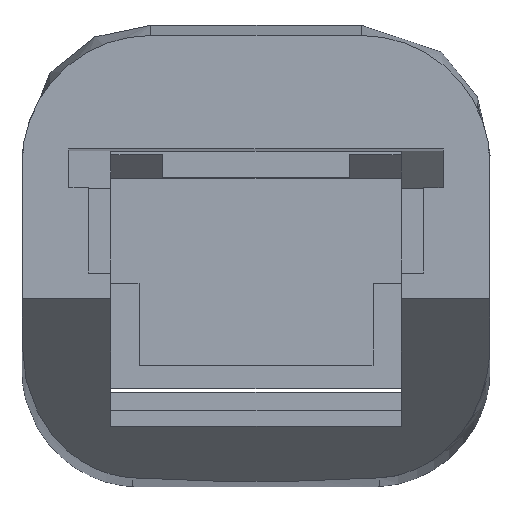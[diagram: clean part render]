
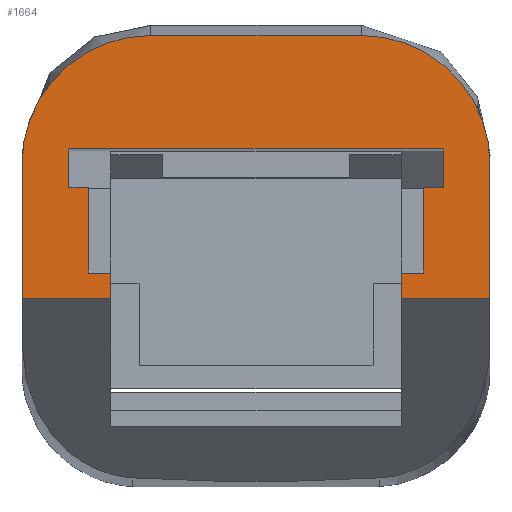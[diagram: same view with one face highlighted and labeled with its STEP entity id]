
A CAD part, top view. The second image highlights one B-rep face of the part: STEP entity #1664.
In plain terms, the highlighted planar face has unit normal (0, 0, 1).
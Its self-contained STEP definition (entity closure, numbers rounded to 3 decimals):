
#54=CIRCLE('',#1767,5.5);
#55=CIRCLE('',#1768,5.5);
#154=FACE_OUTER_BOUND('',#239,.T.);
#239=EDGE_LOOP('',(#1244,#1245,#1246,#1247,#1248,#1249,#1250,#1251,#1252,
#1253,#1254,#1255,#1256,#1257,#1258,#1259,#1260,#1261));
#312=LINE('',#2200,#483);
#315=LINE('',#2245,#486);
#321=LINE('',#2258,#492);
#355=LINE('',#2327,#526);
#364=LINE('',#2346,#535);
#408=LINE('',#2678,#579);
#414=LINE('',#2752,#585);
#415=LINE('',#2753,#586);
#416=LINE('',#2755,#587);
#417=LINE('',#2756,#588);
#418=LINE('',#2758,#589);
#419=LINE('',#2762,#590);
#420=LINE('',#2765,#591);
#421=LINE('',#2767,#592);
#422=LINE('',#2769,#593);
#423=LINE('',#2770,#594);
#483=VECTOR('',#1843,10.);
#486=VECTOR('',#1848,10.);
#492=VECTOR('',#1858,10.);
#526=VECTOR('',#1898,10.);
#535=VECTOR('',#1913,10.);
#579=VECTOR('',#1977,10.);
#585=VECTOR('',#1993,10.);
#586=VECTOR('',#1994,10.);
#587=VECTOR('',#1995,10.);
#588=VECTOR('',#1996,10.);
#589=VECTOR('',#1997,10.);
#590=VECTOR('',#2000,10.);
#591=VECTOR('',#2003,10.);
#592=VECTOR('',#2004,10.);
#593=VECTOR('',#2005,10.);
#594=VECTOR('',#2006,10.);
#652=VERTEX_POINT('',#2195);
#653=VERTEX_POINT('',#2197);
#654=VERTEX_POINT('',#2199);
#659=VERTEX_POINT('',#2243);
#664=VERTEX_POINT('',#2256);
#683=VERTEX_POINT('',#2298);
#702=VERTEX_POINT('',#2343);
#703=VERTEX_POINT('',#2345);
#737=VERTEX_POINT('',#2675);
#738=VERTEX_POINT('',#2677);
#747=VERTEX_POINT('',#2751);
#748=VERTEX_POINT('',#2754);
#749=VERTEX_POINT('',#2757);
#750=VERTEX_POINT('',#2759);
#751=VERTEX_POINT('',#2761);
#752=VERTEX_POINT('',#2763);
#753=VERTEX_POINT('',#2766);
#754=VERTEX_POINT('',#2768);
#827=EDGE_CURVE('',#654,#653,#312,.T.);
#833=EDGE_CURVE('',#652,#659,#315,.T.);
#839=EDGE_CURVE('',#653,#664,#321,.F.);
#874=EDGE_CURVE('',#683,#652,#355,.F.);
#884=EDGE_CURVE('',#703,#702,#364,.F.);
#931=EDGE_CURVE('',#737,#738,#408,.T.);
#944=EDGE_CURVE('',#747,#703,#414,.F.);
#945=EDGE_CURVE('',#702,#738,#415,.F.);
#946=EDGE_CURVE('',#737,#748,#416,.F.);
#947=EDGE_CURVE('',#748,#683,#417,.F.);
#948=EDGE_CURVE('',#749,#659,#418,.F.);
#949=EDGE_CURVE('',#750,#749,#54,.F.);
#950=EDGE_CURVE('',#751,#750,#419,.T.);
#951=EDGE_CURVE('',#752,#751,#55,.F.);
#952=EDGE_CURVE('',#654,#752,#420,.F.);
#953=EDGE_CURVE('',#664,#753,#421,.F.);
#954=EDGE_CURVE('',#753,#754,#422,.F.);
#955=EDGE_CURVE('',#754,#747,#423,.F.);
#1244=ORIENTED_EDGE('',*,*,#944,.T.);
#1245=ORIENTED_EDGE('',*,*,#884,.T.);
#1246=ORIENTED_EDGE('',*,*,#945,.T.);
#1247=ORIENTED_EDGE('',*,*,#931,.F.);
#1248=ORIENTED_EDGE('',*,*,#946,.T.);
#1249=ORIENTED_EDGE('',*,*,#947,.T.);
#1250=ORIENTED_EDGE('',*,*,#874,.T.);
#1251=ORIENTED_EDGE('',*,*,#833,.T.);
#1252=ORIENTED_EDGE('',*,*,#948,.F.);
#1253=ORIENTED_EDGE('',*,*,#949,.F.);
#1254=ORIENTED_EDGE('',*,*,#950,.F.);
#1255=ORIENTED_EDGE('',*,*,#951,.F.);
#1256=ORIENTED_EDGE('',*,*,#952,.F.);
#1257=ORIENTED_EDGE('',*,*,#827,.T.);
#1258=ORIENTED_EDGE('',*,*,#839,.T.);
#1259=ORIENTED_EDGE('',*,*,#953,.T.);
#1260=ORIENTED_EDGE('',*,*,#954,.T.);
#1261=ORIENTED_EDGE('',*,*,#955,.T.);
#1609=PLANE('',#1766);
#1664=ADVANCED_FACE('',(#154),#1609,.T.);
#1766=AXIS2_PLACEMENT_3D('',#2750,#1991,#1992);
#1767=AXIS2_PLACEMENT_3D('',#2760,#1998,#1999);
#1768=AXIS2_PLACEMENT_3D('',#2764,#2001,#2002);
#1843=DIRECTION('',(1.,0.,0.));
#1848=DIRECTION('',(1.,0.,0.));
#1858=DIRECTION('',(0.,-1.,0.));
#1898=DIRECTION('',(0.,1.,0.));
#1913=DIRECTION('',(-1.,0.,0.));
#1977=DIRECTION('',(1.,0.,0.));
#1991=DIRECTION('center_axis',(0.,0.,1.));
#1992=DIRECTION('ref_axis',(1.,0.,0.));
#1993=DIRECTION('',(0.,-1.,0.));
#1994=DIRECTION('',(0.,1.,0.));
#1995=DIRECTION('',(0.,1.,0.));
#1996=DIRECTION('',(1.,0.,0.));
#1997=DIRECTION('',(0.,1.,0.));
#1998=DIRECTION('center_axis',(0.,0.,1.));
#1999=DIRECTION('ref_axis',(0.707,0.707,0.));
#2000=DIRECTION('',(1.,0.,0.));
#2001=DIRECTION('center_axis',(0.,0.,1.));
#2002=DIRECTION('ref_axis',(-0.707,0.707,0.));
#2003=DIRECTION('',(0.,-1.,0.));
#2004=DIRECTION('',(1.,0.,0.));
#2005=DIRECTION('',(0.,-1.,0.));
#2006=DIRECTION('',(1.,0.,0.));
#2195=CARTESIAN_POINT('',(6.2,-0.751,14.8));
#2197=CARTESIAN_POINT('',(-6.2,-0.751,14.8));
#2199=CARTESIAN_POINT('',(-10.,-0.751,14.8));
#2200=CARTESIAN_POINT('',(-4.5,-0.751,14.8));
#2243=CARTESIAN_POINT('',(10.,-0.751,14.8));
#2245=CARTESIAN_POINT('',(-4.5,-0.751,14.8));
#2256=CARTESIAN_POINT('',(-6.2,0.35,14.8));
#2258=CARTESIAN_POINT('',(-6.2,-2.75,14.8));
#2298=CARTESIAN_POINT('',(6.2,0.35,14.8));
#2327=CARTESIAN_POINT('',(6.2,-2.25,14.8));
#2343=CARTESIAN_POINT('',(8.,5.65,14.8));
#2345=CARTESIAN_POINT('',(-8.,5.65,14.8));
#2346=CARTESIAN_POINT('',(-3.5,5.65,14.8));
#2675=CARTESIAN_POINT('',(7.15,4.,14.8));
#2677=CARTESIAN_POINT('',(8.,4.,14.8));
#2678=CARTESIAN_POINT('',(-3.5,4.,14.8));
#2750=CARTESIAN_POINT('Origin',(0.,0.,14.8));
#2751=CARTESIAN_POINT('',(-8.,4.,14.8));
#2752=CARTESIAN_POINT('',(-8.,2.,14.8));
#2753=CARTESIAN_POINT('',(8.,2.,14.8));
#2754=CARTESIAN_POINT('',(7.15,0.35,14.8));
#2755=CARTESIAN_POINT('',(7.15,2.75,14.8));
#2756=CARTESIAN_POINT('',(3.5,0.35,14.8));
#2757=CARTESIAN_POINT('',(10.,5.,14.8));
#2758=CARTESIAN_POINT('',(10.,-0.75,14.8));
#2759=CARTESIAN_POINT('',(4.5,10.5,14.8));
#2760=CARTESIAN_POINT('Origin',(4.5,5.,14.8));
#2761=CARTESIAN_POINT('',(-4.5,10.5,14.8));
#2762=CARTESIAN_POINT('',(-5.25,10.5,14.8));
#2763=CARTESIAN_POINT('',(-10.,5.,14.8));
#2764=CARTESIAN_POINT('Origin',(-4.5,5.,14.8));
#2765=CARTESIAN_POINT('',(-10.,3.75,14.8));
#2766=CARTESIAN_POINT('',(-7.15,0.35,14.8));
#2767=CARTESIAN_POINT('',(-2.75,0.35,14.8));
#2768=CARTESIAN_POINT('',(-7.15,4.,14.8));
#2769=CARTESIAN_POINT('',(-7.15,0.25,14.8));
#2770=CARTESIAN_POINT('',(-3.5,4.,14.8));
